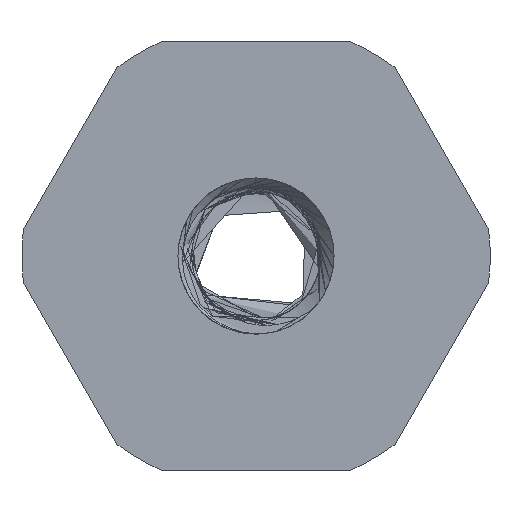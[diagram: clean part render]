
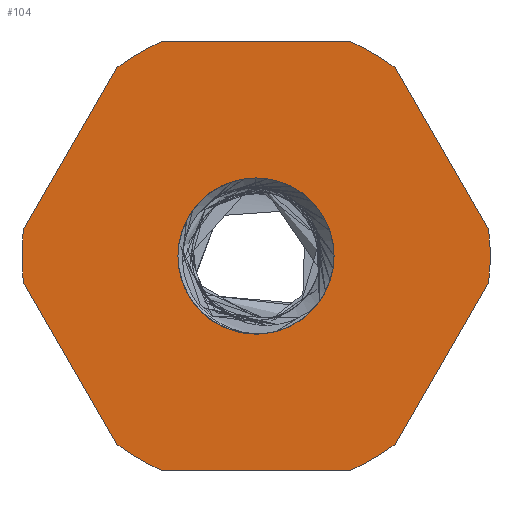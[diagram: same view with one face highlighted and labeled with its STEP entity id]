
A CAD part, front view. The second image highlights one B-rep face of the part: STEP entity #104.
In plain terms, the highlighted planar face has unit normal (0, -1, 0).
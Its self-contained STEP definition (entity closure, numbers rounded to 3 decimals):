
#104 = ADVANCED_FACE ( 'NONE', ( #11205, #11941 ), #10574, .F. ) ;
#112 = CARTESIAN_POINT ( 'NONE',  ( 4.763, 0., -2.75 ) ) ;
#318 = CARTESIAN_POINT ( 'NONE',  ( -4.763, 0., 2.75 ) ) ;
#479 = VERTEX_POINT ( 'NONE', #4494 ) ;
#523 = VERTEX_POINT ( 'NONE', #760 ) ;
#613 = EDGE_CURVE ( 'NONE', #479, #2000, #2740, .T. ) ;
#626 = CIRCLE ( 'NONE', #8737, 6. ) ;
#760 = CARTESIAN_POINT ( 'NONE',  ( -2.398, 0., 5.5 ) ) ;
#1093 = EDGE_CURVE ( 'NONE', #2000, #12084, #5677, .T. ) ;
#1238 = LINE ( 'NONE', #9132, #8513 ) ;
#1436 = DIRECTION ( 'NONE',  ( 0., 1., 0. ) ) ;
#1487 = VERTEX_POINT ( 'NONE', #7406 ) ;
#1806 = AXIS2_PLACEMENT_3D ( 'NONE', #5441, #4559, #10308 ) ;
#1944 = DIRECTION ( 'NONE',  ( 0., 0., 1. ) ) ;
#1949 = DIRECTION ( 'NONE',  ( -0.5, 0., -0.866 ) ) ;
#2000 = VERTEX_POINT ( 'NONE', #7829 ) ;
#2058 = DIRECTION ( 'NONE',  ( 0., 1., 0. ) ) ;
#2120 = CARTESIAN_POINT ( 'NONE',  ( 0., 0., 0. ) ) ;
#2136 = EDGE_CURVE ( 'NONE', #3771, #11274, #10143, .T. ) ;
#2137 = AXIS2_PLACEMENT_3D ( 'NONE', #8268, #5262, #5411 ) ;
#2252 = DIRECTION ( 'NONE',  ( 0., 1., 0. ) ) ;
#2602 = VERTEX_POINT ( 'NONE', #2953 ) ;
#2740 = CIRCLE ( 'NONE', #10948, 6. ) ;
#2835 = DIRECTION ( 'NONE',  ( 0., 1., 0. ) ) ;
#2854 = EDGE_CURVE ( 'NONE', #1487, #9862, #8964, .T. ) ;
#2953 = CARTESIAN_POINT ( 'NONE',  ( 0.239, 0., -1.986 ) ) ;
#2987 = EDGE_CURVE ( 'NONE', #10486, #11356, #8340, .T. ) ;
#3068 = LINE ( 'NONE', #11700, #10761 ) ;
#3312 = ORIENTED_EDGE ( 'NONE', *, *, #4026, .T. ) ;
#3367 = EDGE_CURVE ( 'NONE', #6775, #4682, #626, .T. ) ;
#3531 = CARTESIAN_POINT ( 'NONE',  ( 5.962, 0., -0.673 ) ) ;
#3536 = VECTOR ( 'NONE', #10729, 1000. ) ;
#3771 = VERTEX_POINT ( 'NONE', #8932 ) ;
#3846 = CIRCLE ( 'NONE', #8832, 6. ) ;
#3890 = CARTESIAN_POINT ( 'NONE',  ( 2.398, 0., -5.5 ) ) ;
#3894 = AXIS2_PLACEMENT_3D ( 'NONE', #9344, #4660, #12302 ) ;
#4026 = EDGE_CURVE ( 'NONE', #11274, #2602, #7436, .T. ) ;
#4102 = VERTEX_POINT ( 'NONE', #12245 ) ;
#4210 = VERTEX_POINT ( 'NONE', #3890 ) ;
#4231 = CARTESIAN_POINT ( 'NONE',  ( 0., 0., 0. ) ) ;
#4262 = LINE ( 'NONE', #5039, #3536 ) ;
#4297 = EDGE_CURVE ( 'NONE', #11356, #6775, #3068, .T. ) ;
#4378 = CIRCLE ( 'NONE', #3894, 2. ) ;
#4494 = CARTESIAN_POINT ( 'NONE',  ( -5.962, 0., -0.673 ) ) ;
#4498 = CARTESIAN_POINT ( 'NONE',  ( 0., 0., 0. ) ) ;
#4524 = VECTOR ( 'NONE', #9743, 1000. ) ;
#4559 = DIRECTION ( 'NONE',  ( 0., 1., 0. ) ) ;
#4626 = VERTEX_POINT ( 'NONE', #11186 ) ;
#4660 = DIRECTION ( 'NONE',  ( 0., 1., 0. ) ) ;
#4682 = VERTEX_POINT ( 'NONE', #3531 ) ;
#4982 = EDGE_CURVE ( 'NONE', #4626, #4210, #5556, .T. ) ;
#5039 = CARTESIAN_POINT ( 'NONE',  ( 0., 0., -5.5 ) ) ;
#5262 = DIRECTION ( 'NONE',  ( 0., 1., 0. ) ) ;
#5411 = DIRECTION ( 'NONE',  ( 0., 0., 1. ) ) ;
#5441 = CARTESIAN_POINT ( 'NONE',  ( 0., 0., 0. ) ) ;
#5543 = CARTESIAN_POINT ( 'NONE',  ( 2.398, 0., 5.5 ) ) ;
#5556 = CIRCLE ( 'NONE', #12162, 6. ) ;
#5584 = DIRECTION ( 'NONE',  ( 0., 1., 0. ) ) ;
#5589 = EDGE_CURVE ( 'NONE', #9862, #479, #5994, .T. ) ;
#5677 = LINE ( 'NONE', #318, #4524 ) ;
#5906 = EDGE_LOOP ( 'NONE', ( #3312, #8700, #7981, #7347 ) ) ;
#5994 = LINE ( 'NONE', #6039, #8398 ) ;
#6039 = CARTESIAN_POINT ( 'NONE',  ( -4.763, 0., -2.75 ) ) ;
#6123 = ORIENTED_EDGE ( 'NONE', *, *, #4982, .F. ) ;
#6387 = ORIENTED_EDGE ( 'NONE', *, *, #10218, .F. ) ;
#6485 = AXIS2_PLACEMENT_3D ( 'NONE', #2120, #9713, #7544 ) ;
#6488 = EDGE_CURVE ( 'NONE', #2602, #4102, #4378, .T. ) ;
#6759 = CARTESIAN_POINT ( 'NONE',  ( 0., 0., 0. ) ) ;
#6775 = VERTEX_POINT ( 'NONE', #11676 ) ;
#6981 = CARTESIAN_POINT ( 'NONE',  ( 1.553, 0., -1.261 ) ) ;
#7092 = DIRECTION ( 'NONE',  ( 0., 0., 1. ) ) ;
#7347 = ORIENTED_EDGE ( 'NONE', *, *, #2136, .T. ) ;
#7406 = CARTESIAN_POINT ( 'NONE',  ( -2.398, 0., -5.5 ) ) ;
#7436 = CIRCLE ( 'NONE', #6485, 2. ) ;
#7544 = DIRECTION ( 'NONE',  ( 0., 0., 1. ) ) ;
#7822 = ORIENTED_EDGE ( 'NONE', *, *, #4297, .F. ) ;
#7829 = CARTESIAN_POINT ( 'NONE',  ( -5.962, 0., 0.673 ) ) ;
#7899 = CARTESIAN_POINT ( 'NONE',  ( 0., 0., 0. ) ) ;
#7981 = ORIENTED_EDGE ( 'NONE', *, *, #9489, .T. ) ;
#8066 = DIRECTION ( 'NONE',  ( 0., 0., 1. ) ) ;
#8187 = DIRECTION ( 'NONE',  ( 0., 1., 0. ) ) ;
#8268 = CARTESIAN_POINT ( 'NONE',  ( 0., 0., 0. ) ) ;
#8311 = DIRECTION ( 'NONE',  ( 1., 0., 0. ) ) ;
#8328 = EDGE_CURVE ( 'NONE', #523, #10486, #1238, .T. ) ;
#8340 = CIRCLE ( 'NONE', #2137, 6. ) ;
#8348 = CIRCLE ( 'NONE', #11678, 2. ) ;
#8388 = DIRECTION ( 'NONE',  ( 0., 0., 1. ) ) ;
#8397 = EDGE_LOOP ( 'NONE', ( #9011, #6387, #11729, #9914, #11642, #10888, #11978, #6123, #11796, #10326, #7822, #10900 ) ) ;
#8398 = VECTOR ( 'NONE', #9830, 1000. ) ;
#8513 = VECTOR ( 'NONE', #8311, 1000. ) ;
#8522 = DIRECTION ( 'NONE',  ( 0., 1., 0. ) ) ;
#8700 = ORIENTED_EDGE ( 'NONE', *, *, #6488, .T. ) ;
#8737 = AXIS2_PLACEMENT_3D ( 'NONE', #10377, #2835, #10299 ) ;
#8804 = DIRECTION ( 'NONE',  ( 0.5, 0., -0.866 ) ) ;
#8832 = AXIS2_PLACEMENT_3D ( 'NONE', #7899, #1436, #8066 ) ;
#8932 = CARTESIAN_POINT ( 'NONE',  ( 0., 0., 2. ) ) ;
#8964 = CIRCLE ( 'NONE', #9123, 6. ) ;
#9011 = ORIENTED_EDGE ( 'NONE', *, *, #8328, .F. ) ;
#9123 = AXIS2_PLACEMENT_3D ( 'NONE', #4231, #2252, #9962 ) ;
#9132 = CARTESIAN_POINT ( 'NONE',  ( 0., 0., 5.5 ) ) ;
#9217 = DIRECTION ( 'NONE',  ( 0., 0., 1. ) ) ;
#9276 = CARTESIAN_POINT ( 'NONE',  ( -3.564, 0., -4.827 ) ) ;
#9344 = CARTESIAN_POINT ( 'NONE',  ( 0., 0., 0. ) ) ;
#9489 = EDGE_CURVE ( 'NONE', #4102, #3771, #8348, .T. ) ;
#9512 = CARTESIAN_POINT ( 'NONE',  ( 0., 0., 0. ) ) ;
#9713 = DIRECTION ( 'NONE',  ( 0., 1., 0. ) ) ;
#9743 = DIRECTION ( 'NONE',  ( 0.5, 0., 0.866 ) ) ;
#9830 = DIRECTION ( 'NONE',  ( -0.5, 0., 0.866 ) ) ;
#9862 = VERTEX_POINT ( 'NONE', #9276 ) ;
#9866 = CARTESIAN_POINT ( 'NONE',  ( 3.564, 0., 4.827 ) ) ;
#9914 = ORIENTED_EDGE ( 'NONE', *, *, #613, .F. ) ;
#9924 = AXIS2_PLACEMENT_3D ( 'NONE', #6759, #2058, #1944 ) ;
#9958 = EDGE_CURVE ( 'NONE', #4682, #4626, #10814, .T. ) ;
#9962 = DIRECTION ( 'NONE',  ( 0., 0., 1. ) ) ;
#10143 = CIRCLE ( 'NONE', #1806, 2. ) ;
#10218 = EDGE_CURVE ( 'NONE', #12084, #523, #3846, .T. ) ;
#10299 = DIRECTION ( 'NONE',  ( 0., 0., 1. ) ) ;
#10308 = DIRECTION ( 'NONE',  ( 0., 0., 1. ) ) ;
#10326 = ORIENTED_EDGE ( 'NONE', *, *, #3367, .F. ) ;
#10377 = CARTESIAN_POINT ( 'NONE',  ( 0., 0., 0. ) ) ;
#10486 = VERTEX_POINT ( 'NONE', #5543 ) ;
#10574 = PLANE ( 'NONE',  #9924 ) ;
#10665 = VECTOR ( 'NONE', #1949, 1000. ) ;
#10729 = DIRECTION ( 'NONE',  ( -1., 0., 0. ) ) ;
#10761 = VECTOR ( 'NONE', #8804, 1000. ) ;
#10814 = LINE ( 'NONE', #112, #10665 ) ;
#10888 = ORIENTED_EDGE ( 'NONE', *, *, #2854, .F. ) ;
#10900 = ORIENTED_EDGE ( 'NONE', *, *, #2987, .F. ) ;
#10948 = AXIS2_PLACEMENT_3D ( 'NONE', #9512, #8522, #8388 ) ;
#11005 = CARTESIAN_POINT ( 'NONE',  ( 0., 0., 0. ) ) ;
#11186 = CARTESIAN_POINT ( 'NONE',  ( 3.564, 0., -4.827 ) ) ;
#11205 = FACE_BOUND ( 'NONE', #5906, .T. ) ;
#11274 = VERTEX_POINT ( 'NONE', #6981 ) ;
#11356 = VERTEX_POINT ( 'NONE', #9866 ) ;
#11530 = CARTESIAN_POINT ( 'NONE',  ( -3.564, 0., 4.827 ) ) ;
#11642 = ORIENTED_EDGE ( 'NONE', *, *, #5589, .F. ) ;
#11676 = CARTESIAN_POINT ( 'NONE',  ( 5.962, 0., 0.673 ) ) ;
#11678 = AXIS2_PLACEMENT_3D ( 'NONE', #4498, #5584, #9217 ) ;
#11700 = CARTESIAN_POINT ( 'NONE',  ( 4.763, 0., 2.75 ) ) ;
#11729 = ORIENTED_EDGE ( 'NONE', *, *, #1093, .F. ) ;
#11796 = ORIENTED_EDGE ( 'NONE', *, *, #9958, .F. ) ;
#11941 = FACE_OUTER_BOUND ( 'NONE', #8397, .T. ) ;
#11978 = ORIENTED_EDGE ( 'NONE', *, *, #12215, .F. ) ;
#12084 = VERTEX_POINT ( 'NONE', #11530 ) ;
#12162 = AXIS2_PLACEMENT_3D ( 'NONE', #11005, #8187, #7092 ) ;
#12215 = EDGE_CURVE ( 'NONE', #4210, #1487, #4262, .T. ) ;
#12245 = CARTESIAN_POINT ( 'NONE',  ( 0., 0., -2. ) ) ;
#12302 = DIRECTION ( 'NONE',  ( 0., 0., 1. ) ) ;
